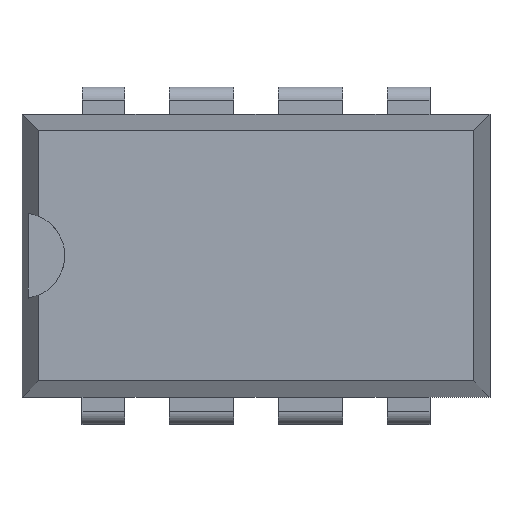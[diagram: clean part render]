
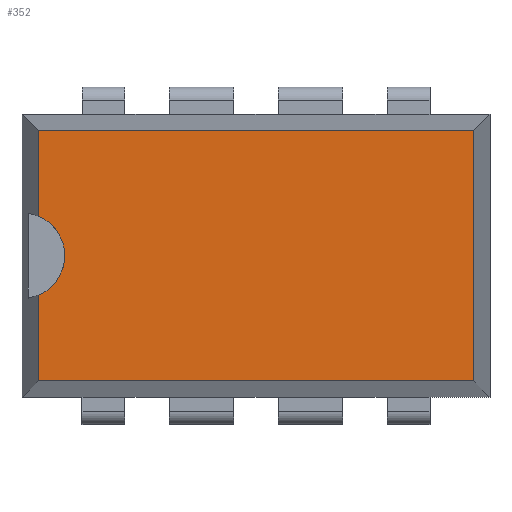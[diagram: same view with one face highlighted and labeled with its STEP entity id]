
A CAD part, top view. The second image highlights one B-rep face of the part: STEP entity #352.
In plain terms, the highlighted planar face has unit normal (0, 0, 1).
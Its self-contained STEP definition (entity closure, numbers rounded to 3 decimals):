
#200 = VERTEX_POINT ( 'NONE', #2092 ) ;
#221 = VERTEX_POINT ( 'NONE', #2118 ) ;
#224 = EDGE_CURVE ( 'NONE', #221, #200, #2113, .T. ) ;
#352 = ADVANCED_FACE ( 'NONE', ( #2385 ), #2430, .F. ) ;
#353 = EDGE_LOOP ( 'NONE', ( #354, #357, #358, #361, #364, #424, #427 ) ) ;
#354 = ORIENTED_EDGE ( 'NONE', *, *, #355, .T. ) ;
#355 = EDGE_CURVE ( 'NONE', #356, #200, #2429, .T. ) ;
#356 = VERTEX_POINT ( 'NONE', #2421 ) ;
#357 = ORIENTED_EDGE ( 'NONE', *, *, #224, .F. ) ;
#358 = ORIENTED_EDGE ( 'NONE', *, *, #359, .F. ) ;
#359 = EDGE_CURVE ( 'NONE', #360, #221, #2420, .T. ) ;
#360 = VERTEX_POINT ( 'NONE', #2415 ) ;
#361 = ORIENTED_EDGE ( 'NONE', *, *, #362, .T. ) ;
#362 = EDGE_CURVE ( 'NONE', #360, #363, #2471, .T. ) ;
#363 = VERTEX_POINT ( 'NONE', #2467 ) ;
#364 = ORIENTED_EDGE ( 'NONE', *, *, #422, .T. ) ;
#422 = EDGE_CURVE ( 'NONE', #363, #423, #2611, .T. ) ;
#423 = VERTEX_POINT ( 'NONE', #2603 ) ;
#424 = ORIENTED_EDGE ( 'NONE', *, *, #425, .T. ) ;
#425 = EDGE_CURVE ( 'NONE', #423, #426, #2602, .T. ) ;
#426 = VERTEX_POINT ( 'NONE', #2598 ) ;
#427 = ORIENTED_EDGE ( 'NONE', *, *, #428, .T. ) ;
#428 = EDGE_CURVE ( 'NONE', #426, #356, #2596, .T. ) ;
#2092 = CARTESIAN_POINT ( 'NONE',  ( -5.079, 0.925, 5.08 ) ) ;
#2109 = DIRECTION ( 'NONE',  ( 1., 0., 0. ) ) ;
#2110 = DIRECTION ( 'NONE',  ( 0., 0., 1. ) ) ;
#2111 = CARTESIAN_POINT ( 'NONE',  ( -5.46, 0., 5.08 ) ) ;
#2112 = AXIS2_PLACEMENT_3D ( 'NONE', #2111, #2110, #2109 ) ;
#2113 = CIRCLE ( 'NONE', #2112, 1. ) ;
#2118 = CARTESIAN_POINT ( 'NONE',  ( -4.46, 0., 5.08 ) ) ;
#2385 = FACE_OUTER_BOUND ( 'NONE', #353, .T. ) ;
#2415 = CARTESIAN_POINT ( 'NONE',  ( -5.079, -0.925, 5.08 ) ) ;
#2416 = DIRECTION ( 'NONE',  ( 1., 0., 0. ) ) ;
#2417 = DIRECTION ( 'NONE',  ( 0., 0., 1. ) ) ;
#2418 = CARTESIAN_POINT ( 'NONE',  ( -5.46, 0., 5.08 ) ) ;
#2419 = AXIS2_PLACEMENT_3D ( 'NONE', #2418, #2417, #2416 ) ;
#2420 = CIRCLE ( 'NONE', #2419, 1. ) ;
#2421 = CARTESIAN_POINT ( 'NONE',  ( -5.079, 2.919, 5.08 ) ) ;
#2422 = DIRECTION ( 'NONE',  ( 0., -1., 0. ) ) ;
#2423 = VECTOR ( 'NONE', #2422, 1000. ) ;
#2424 = CARTESIAN_POINT ( 'NONE',  ( -5.079, 3.3, 5.08 ) ) ;
#2425 = DIRECTION ( 'NONE',  ( -1., 0., 0. ) ) ;
#2426 = DIRECTION ( 'NONE',  ( 0., 0., -1. ) ) ;
#2427 = CARTESIAN_POINT ( 'NONE',  ( 0., 3.3, 5.08 ) ) ;
#2428 = AXIS2_PLACEMENT_3D ( 'NONE', #2427, #2426, #2425 ) ;
#2429 = LINE ( 'NONE', #2424, #2423 ) ;
#2430 = PLANE ( 'NONE',  #2428 ) ;
#2467 = CARTESIAN_POINT ( 'NONE',  ( -5.079, -2.919, 5.08 ) ) ;
#2468 = DIRECTION ( 'NONE',  ( 0., -1., 0. ) ) ;
#2469 = VECTOR ( 'NONE', #2468, 1000. ) ;
#2470 = CARTESIAN_POINT ( 'NONE',  ( -5.079, 3.3, 5.08 ) ) ;
#2471 = LINE ( 'NONE', #2470, #2469 ) ;
#2593 = DIRECTION ( 'NONE',  ( -1., 0., 0. ) ) ;
#2594 = VECTOR ( 'NONE', #2593, 1000. ) ;
#2595 = CARTESIAN_POINT ( 'NONE',  ( 0., 2.919, 5.08 ) ) ;
#2596 = LINE ( 'NONE', #2595, #2594 ) ;
#2598 = CARTESIAN_POINT ( 'NONE',  ( 5.079, 2.919, 5.08 ) ) ;
#2599 = DIRECTION ( 'NONE',  ( 0., 1., 0. ) ) ;
#2600 = VECTOR ( 'NONE', #2599, 1000. ) ;
#2601 = CARTESIAN_POINT ( 'NONE',  ( 5.079, 3.3, 5.08 ) ) ;
#2602 = LINE ( 'NONE', #2601, #2600 ) ;
#2603 = CARTESIAN_POINT ( 'NONE',  ( 5.079, -2.919, 5.08 ) ) ;
#2604 = DIRECTION ( 'NONE',  ( 1., 0., 0. ) ) ;
#2605 = VECTOR ( 'NONE', #2604, 1000. ) ;
#2606 = CARTESIAN_POINT ( 'NONE',  ( 0., -2.919, 5.08 ) ) ;
#2611 = LINE ( 'NONE', #2606, #2605 ) ;
